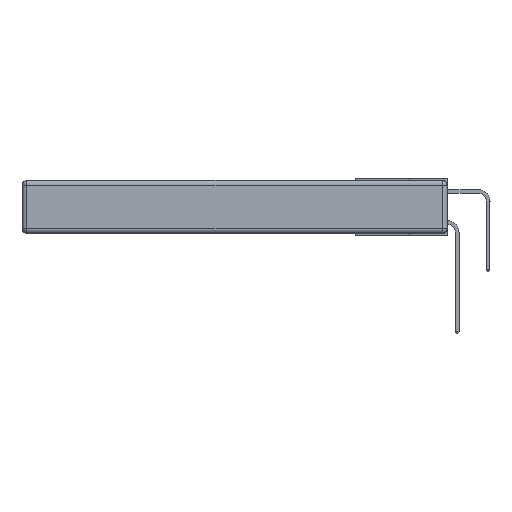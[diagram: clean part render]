
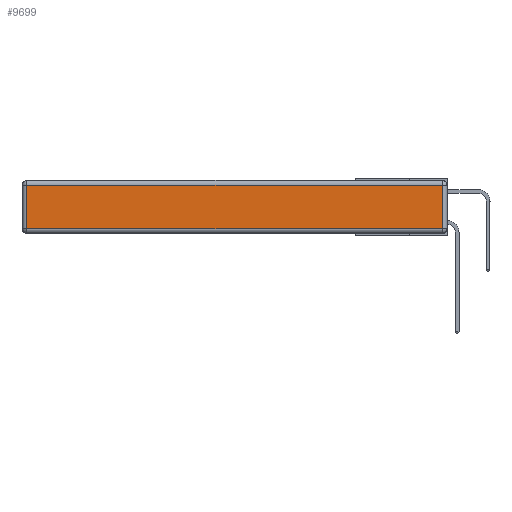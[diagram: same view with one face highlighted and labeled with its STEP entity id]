
A CAD part, left-side view. The second image highlights one B-rep face of the part: STEP entity #9699.
In plain terms, the highlighted planar face has unit normal (-1, 0, 0).
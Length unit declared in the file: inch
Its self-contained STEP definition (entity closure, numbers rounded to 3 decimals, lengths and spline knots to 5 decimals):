
#249 = VECTOR ( 'NONE', #10443, 39.37008 ) ;
#351 = VERTEX_POINT ( 'NONE', #19606 ) ;
#1201 = CARTESIAN_POINT ( 'NONE',  ( 0., 0., -0.343 ) ) ;
#1549 = EDGE_LOOP ( 'NONE', ( #8933, #8960, #13242, #5028 ) ) ;
#1975 = VECTOR ( 'NONE', #7686, 39.37008 ) ;
#2075 = EDGE_CURVE ( 'NONE', #6843, #4174, #5991, .T. ) ;
#3307 = VECTOR ( 'NONE', #19311, 39.37008 ) ;
#3435 = CARTESIAN_POINT ( 'NONE',  ( 0., 2.72, -0.343 ) ) ;
#4174 = VERTEX_POINT ( 'NONE', #20627 ) ;
#5028 = ORIENTED_EDGE ( 'NONE', *, *, #11142, .T. ) ;
#5991 = LINE ( 'NONE', #18903, #1975 ) ;
#6843 = VERTEX_POINT ( 'NONE', #15211 ) ;
#7300 = FACE_OUTER_BOUND ( 'NONE', #1549, .T. ) ;
#7686 = DIRECTION ( 'NONE',  ( 0., -1., 0. ) ) ;
#8054 = EDGE_CURVE ( 'NONE', #4174, #351, #17932, .T. ) ;
#8266 = DIRECTION ( 'NONE',  ( 0., 0., -1. ) ) ;
#8500 = VECTOR ( 'NONE', #8266, 39.37008 ) ;
#8933 = ORIENTED_EDGE ( 'NONE', *, *, #2075, .T. ) ;
#8960 = ORIENTED_EDGE ( 'NONE', *, *, #8054, .T. ) ;
#9426 = VERTEX_POINT ( 'NONE', #13130 ) ;
#9699 = ADVANCED_FACE ( 'NONE', ( #7300 ), #20383, .T. ) ;
#9828 = CARTESIAN_POINT ( 'NONE',  ( 0., 2.75, -0.03 ) ) ;
#10443 = DIRECTION ( 'NONE',  ( 0., 0., 1. ) ) ;
#10583 = CARTESIAN_POINT ( 'NONE',  ( 0., 0.03, -0.343 ) ) ;
#11142 = EDGE_CURVE ( 'NONE', #9426, #6843, #14529, .T. ) ;
#13130 = CARTESIAN_POINT ( 'NONE',  ( 0., 2.72, -0.03 ) ) ;
#13242 = ORIENTED_EDGE ( 'NONE', *, *, #13644, .T. ) ;
#13644 = EDGE_CURVE ( 'NONE', #351, #9426, #13876, .T. ) ;
#13876 = LINE ( 'NONE', #9828, #3307 ) ;
#14529 = LINE ( 'NONE', #3435, #8500 ) ;
#15211 = CARTESIAN_POINT ( 'NONE',  ( 0., 2.72, -0.313 ) ) ;
#17263 = DIRECTION ( 'NONE',  ( -1., 0., 0. ) ) ;
#17445 = AXIS2_PLACEMENT_3D ( 'NONE', #1201, #17263, #18853 ) ;
#17932 = LINE ( 'NONE', #10583, #249 ) ;
#18853 = DIRECTION ( 'NONE',  ( 0., 0., 1. ) ) ;
#18903 = CARTESIAN_POINT ( 'NONE',  ( 0., 0., -0.313 ) ) ;
#19311 = DIRECTION ( 'NONE',  ( 0., 1., 0. ) ) ;
#19606 = CARTESIAN_POINT ( 'NONE',  ( 0., 0.03, -0.03 ) ) ;
#20383 = PLANE ( 'NONE',  #17445 ) ;
#20627 = CARTESIAN_POINT ( 'NONE',  ( 0., 0.03, -0.313 ) ) ;
